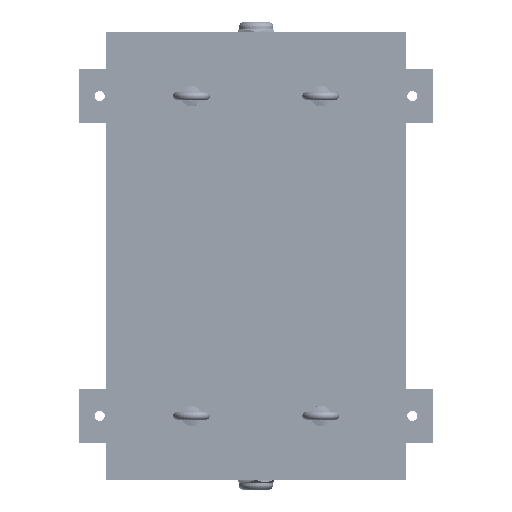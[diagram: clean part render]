
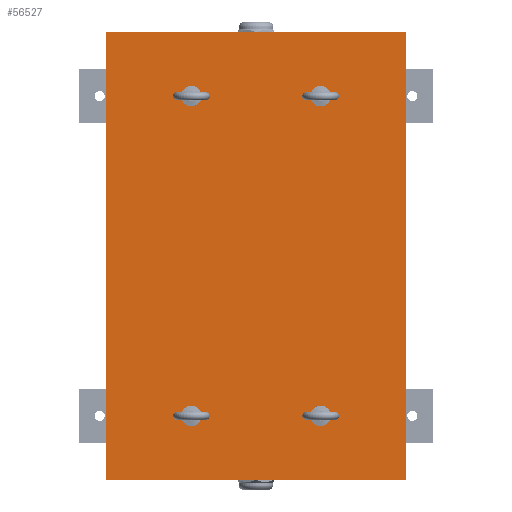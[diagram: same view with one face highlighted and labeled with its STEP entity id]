
A CAD part, front view. The second image highlights one B-rep face of the part: STEP entity #56527.
In plain terms, the highlighted planar face has unit normal (0, -1, 0).
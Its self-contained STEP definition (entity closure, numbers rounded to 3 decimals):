
#1860=FACE_BOUND('',#16578,.T.);
#1861=FACE_BOUND('',#16579,.T.);
#1862=FACE_BOUND('',#16580,.T.);
#1863=FACE_BOUND('',#16581,.T.);
#8261=CIRCLE('',#62282,7.5);
#8263=CIRCLE('',#62285,7.5);
#8265=CIRCLE('',#62288,7.5);
#8267=CIRCLE('',#62291,7.5);
#12180=FACE_OUTER_BOUND('',#16577,.T.);
#16577=EDGE_LOOP('',(#52334,#52335,#52336,#52337));
#16578=EDGE_LOOP('',(#52338));
#16579=EDGE_LOOP('',(#52339));
#16580=EDGE_LOOP('',(#52340));
#16581=EDGE_LOOP('',(#52341));
#20750=LINE('',#97035,#24916);
#20754=LINE('',#97043,#24920);
#20757=LINE('',#97049,#24923);
#20760=LINE('',#97054,#24926);
#24916=VECTOR('',#77463,10.);
#24920=VECTOR('',#77469,10.);
#24923=VECTOR('',#77474,10.);
#24926=VECTOR('',#77479,10.);
#29754=VERTEX_POINT('',#96984);
#29756=VERTEX_POINT('',#96990);
#29758=VERTEX_POINT('',#96996);
#29760=VERTEX_POINT('',#97002);
#29770=VERTEX_POINT('',#97033);
#29771=VERTEX_POINT('',#97034);
#29774=VERTEX_POINT('',#97042);
#29776=VERTEX_POINT('',#97048);
#37291=EDGE_CURVE('',#29754,#29754,#8261,.T.);
#37294=EDGE_CURVE('',#29756,#29756,#8263,.T.);
#37297=EDGE_CURVE('',#29758,#29758,#8265,.T.);
#37300=EDGE_CURVE('',#29760,#29760,#8267,.T.);
#37315=EDGE_CURVE('',#29770,#29771,#20750,.T.);
#37319=EDGE_CURVE('',#29774,#29770,#20754,.T.);
#37322=EDGE_CURVE('',#29776,#29774,#20757,.T.);
#37325=EDGE_CURVE('',#29771,#29776,#20760,.T.);
#52334=ORIENTED_EDGE('',*,*,#37325,.F.);
#52335=ORIENTED_EDGE('',*,*,#37315,.F.);
#52336=ORIENTED_EDGE('',*,*,#37319,.F.);
#52337=ORIENTED_EDGE('',*,*,#37322,.F.);
#52338=ORIENTED_EDGE('',*,*,#37291,.T.);
#52339=ORIENTED_EDGE('',*,*,#37294,.T.);
#52340=ORIENTED_EDGE('',*,*,#37297,.T.);
#52341=ORIENTED_EDGE('',*,*,#37300,.T.);
#53838=PLANE('',#62303);
#56527=ADVANCED_FACE('',(#12180,#1860,#1861,#1862,#1863),#53838,.F.);
#62282=AXIS2_PLACEMENT_3D('',#96985,#77413,#77414);
#62285=AXIS2_PLACEMENT_3D('',#96991,#77420,#77421);
#62288=AXIS2_PLACEMENT_3D('',#96997,#77427,#77428);
#62291=AXIS2_PLACEMENT_3D('',#97003,#77434,#77435);
#62303=AXIS2_PLACEMENT_3D('',#97057,#77483,#77484);
#77413=DIRECTION('center_axis',(0.,1.,0.));
#77414=DIRECTION('ref_axis',(-1.,0.,0.));
#77420=DIRECTION('center_axis',(0.,1.,0.));
#77421=DIRECTION('ref_axis',(-1.,0.,0.));
#77427=DIRECTION('center_axis',(0.,1.,0.));
#77428=DIRECTION('ref_axis',(-1.,0.,0.));
#77434=DIRECTION('center_axis',(0.,1.,0.));
#77435=DIRECTION('ref_axis',(-1.,0.,0.));
#77463=DIRECTION('',(-1.,0.,0.));
#77469=DIRECTION('',(0.,0.,-1.));
#77474=DIRECTION('',(1.,0.,0.));
#77479=DIRECTION('',(0.,0.,1.));
#77483=DIRECTION('center_axis',(0.,1.,0.));
#77484=DIRECTION('ref_axis',(0.,0.,1.));
#96984=CARTESIAN_POINT('',(-307.5,0.,565.));
#96985=CARTESIAN_POINT('Origin',(-315.,0.,565.));
#96990=CARTESIAN_POINT('',(-307.5,0.,95.));
#96991=CARTESIAN_POINT('Origin',(-315.,0.,95.));
#96996=CARTESIAN_POINT('',(-117.5,0.,95.));
#96997=CARTESIAN_POINT('Origin',(-125.,0.,95.));
#97002=CARTESIAN_POINT('',(-117.5,0.,565.));
#97003=CARTESIAN_POINT('Origin',(-125.,0.,565.));
#97033=CARTESIAN_POINT('',(0.,0.,0.));
#97034=CARTESIAN_POINT('',(-440.,0.,0.));
#97035=CARTESIAN_POINT('',(0.,0.,0.));
#97042=CARTESIAN_POINT('',(0.,0.,660.));
#97043=CARTESIAN_POINT('',(0.,0.,660.));
#97048=CARTESIAN_POINT('',(-440.,0.,660.));
#97049=CARTESIAN_POINT('',(-440.,0.,660.));
#97054=CARTESIAN_POINT('',(-440.,0.,0.));
#97057=CARTESIAN_POINT('Origin',(-220.,0.,330.));
